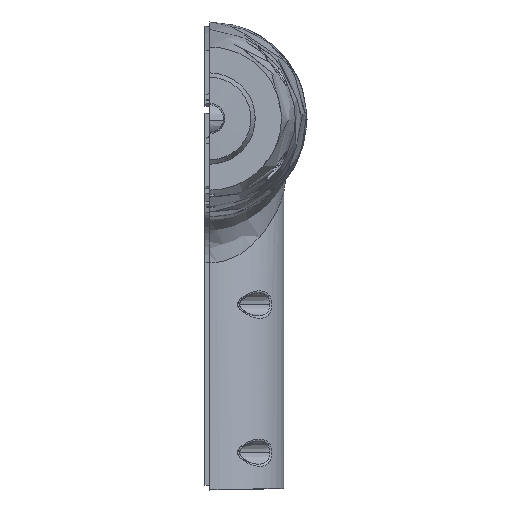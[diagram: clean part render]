
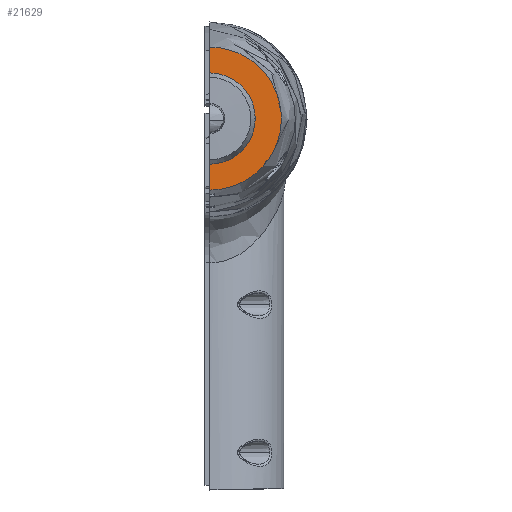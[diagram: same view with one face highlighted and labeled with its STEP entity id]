
A CAD part, top view. The second image highlights one B-rep face of the part: STEP entity #21629.
In plain terms, the highlighted planar face has unit normal (0.018, 0, 1).
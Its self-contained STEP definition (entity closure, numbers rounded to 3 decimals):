
#201 = EDGE_CURVE ( 'NONE', #12030, #21010, #2654, .T. ) ;
#549 = CARTESIAN_POINT ( 'NONE',  ( 6.865, 13.889, -26.12 ) ) ;
#626 = CARTESIAN_POINT ( 'NONE',  ( 14.972, 4.017, -26.261 ) ) ;
#710 = CARTESIAN_POINT ( 'NONE',  ( 13.166, -8.168, -26.23 ) ) ;
#777 = CARTESIAN_POINT ( 'NONE',  ( 1.021, -15.41, -26.018 ) ) ;
#1339 = CARTESIAN_POINT ( 'NONE',  ( 0., 15.431, -26. ) ) ;
#1889 = ORIENTED_EDGE ( 'NONE', *, *, #2781, .F. ) ;
#2205 = AXIS2_PLACEMENT_3D ( 'NONE', #6048, #17302, #6131 ) ;
#2412 = CARTESIAN_POINT ( 'NONE',  ( 9.018, 12.577, -26.157 ) ) ;
#2491 = DIRECTION ( 'NONE',  ( 0., 1., 0. ) ) ;
#2495 = CARTESIAN_POINT ( 'NONE',  ( 15.396, 2.024, -26.269 ) ) ;
#2565 = CARTESIAN_POINT ( 'NONE',  ( 11.684, -10.205, -26.204 ) ) ;
#2642 = CARTESIAN_POINT ( 'NONE',  ( 0., -15.431, -26. ) ) ;
#2654 =( BOUNDED_CURVE ( )  B_SPLINE_CURVE ( 3, ( #3266, #12566, #14461, #16329 ),
 .UNSPECIFIED., .F., .T. ) 
 B_SPLINE_CURVE_WITH_KNOTS ( ( 4, 4 ),
 ( 1.571, 3.142 ),
 .UNSPECIFIED. ) 
 CURVE ( )  GEOMETRIC_REPRESENTATION_ITEM ( )  RATIONAL_B_SPLINE_CURVE ( ( 1., 0.805, 0.805, 1. ) ) 
 REPRESENTATION_ITEM ( '' )  );
#2781 = EDGE_CURVE ( 'NONE', #17222, #13546, #21642, .T. ) ;
#3266 = CARTESIAN_POINT ( 'NONE',  ( 0., -6.058, -26. ) ) ;
#4297 = CARTESIAN_POINT ( 'NONE',  ( 10.219, 11.63, -26.178 ) ) ;
#4371 = CARTESIAN_POINT ( 'NONE',  ( 15.496, -0.493, -26.27 ) ) ;
#4444 = CARTESIAN_POINT ( 'NONE',  ( 9.454, -12.287, -26.165 ) ) ;
#4481 = EDGE_CURVE ( 'NONE', #21010, #20336, #10829, .T. ) ;
#6048 = CARTESIAN_POINT ( 'NONE',  ( 0., -27.495, -26. ) ) ;
#6097 = CARTESIAN_POINT ( 'NONE',  ( 1.022, 15.435, -26.018 ) ) ;
#6131 = DIRECTION ( 'NONE',  ( -1., 0., 0.017 ) ) ;
#6176 = CARTESIAN_POINT ( 'NONE',  ( 11.667, 10.222, -26.204 ) ) ;
#6263 = CARTESIAN_POINT ( 'NONE',  ( 15.372, -2.014, -26.268 ) ) ;
#6338 = CARTESIAN_POINT ( 'NONE',  ( 7.762, -13.384, -26.135 ) ) ;
#7015 = CARTESIAN_POINT ( 'NONE',  ( 6.055, 0., -26.106 ) ) ;
#7582 = CARTESIAN_POINT ( 'NONE',  ( 0., -15.431, -26. ) ) ;
#8070 = CARTESIAN_POINT ( 'NONE',  ( 13.16, 8.178, -26.23 ) ) ;
#8146 = CARTESIAN_POINT ( 'NONE',  ( 15., -4.007, -26.262 ) ) ;
#8223 = CARTESIAN_POINT ( 'NONE',  ( 6.401, -14.079, -26.112 ) ) ;
#8286 = CARTESIAN_POINT ( 'NONE',  ( 0., -27.495, -26. ) ) ;
#8348 = VECTOR ( 'NONE', #18992, 1000. ) ;
#8932 = LINE ( 'NONE', #22740, #8348 ) ;
#8989 = EDGE_CURVE ( 'NONE', #13546, #12030, #8932, .T. ) ;
#9870 = CARTESIAN_POINT ( 'NONE',  ( 4.002, 14.929, -26.07 ) ) ;
#9950 = CARTESIAN_POINT ( 'NONE',  ( 13.903, 6.846, -26.243 ) ) ;
#10022 = CARTESIAN_POINT ( 'NONE',  ( 14.126, -6.376, -26.247 ) ) ;
#10100 = CARTESIAN_POINT ( 'NONE',  ( 4.03, -14.947, -26.07 ) ) ;
#10125 = ORIENTED_EDGE ( 'NONE', *, *, #8989, .F. ) ;
#10771 = CARTESIAN_POINT ( 'NONE',  ( 3.547, 6.056, -26.062 ) ) ;
#10829 =( BOUNDED_CURVE ( )  B_SPLINE_CURVE ( 3, ( #7015, #18191, #10771, #23800 ),
 .UNSPECIFIED., .F., .F. ) 
 B_SPLINE_CURVE_WITH_KNOTS ( ( 4, 4 ),
 ( 3.142, 4.712 ),
 .UNSPECIFIED. ) 
 CURVE ( )  GEOMETRIC_REPRESENTATION_ITEM ( )  RATIONAL_B_SPLINE_CURVE ( ( 1., 0.805, 0.805, 1. ) ) 
 REPRESENTATION_ITEM ( '' )  );
#11060 = EDGE_LOOP ( 'NONE', ( #12208, #10125, #1889, #16575, #21820 ) ) ;
#11730 = CARTESIAN_POINT ( 'NONE',  ( 5.458, 14.466, -26.095 ) ) ;
#11815 = CARTESIAN_POINT ( 'NONE',  ( 14.676, 4.986, -26.256 ) ) ;
#11884 = CARTESIAN_POINT ( 'NONE',  ( 13.426, -7.735, -26.234 ) ) ;
#11963 = CARTESIAN_POINT ( 'NONE',  ( 2.037, -15.313, -26.036 ) ) ;
#12030 = VERTEX_POINT ( 'NONE', #21310 ) ;
#12208 = ORIENTED_EDGE ( 'NONE', *, *, #201, .F. ) ;
#12566 = CARTESIAN_POINT ( 'NONE',  ( 3.547, -6.056, -26.062 ) ) ;
#12572 = LINE ( 'NONE', #8286, #22523 ) ;
#13546 = VERTEX_POINT ( 'NONE', #7582 ) ;
#13598 = CARTESIAN_POINT ( 'NONE',  ( 7.755, 13.416, -26.135 ) ) ;
#13667 = CARTESIAN_POINT ( 'NONE',  ( 15.097, 3.521, -26.264 ) ) ;
#13746 = CARTESIAN_POINT ( 'NONE',  ( 12.325, -9.424, -26.215 ) ) ;
#13824 = CARTESIAN_POINT ( 'NONE',  ( 0.511, -15.433, -26.009 ) ) ;
#14461 = CARTESIAN_POINT ( 'NONE',  ( 6.055, -3.547, -26.106 ) ) ;
#15426 = PLANE ( 'NONE',  #2205 ) ;
#15476 = CARTESIAN_POINT ( 'NONE',  ( 9.429, 12.275, -26.165 ) ) ;
#15545 = CARTESIAN_POINT ( 'NONE',  ( 15.494, 1.02, -26.27 ) ) ;
#15628 = CARTESIAN_POINT ( 'NONE',  ( 10.237, -11.648, -26.179 ) ) ;
#16111 = EDGE_CURVE ( 'NONE', #20336, #17222, #12572, .T. ) ;
#16329 = CARTESIAN_POINT ( 'NONE',  ( 6.055, 0., -26.106 ) ) ;
#16575 = ORIENTED_EDGE ( 'NONE', *, *, #16111, .F. ) ;
#16797 = CARTESIAN_POINT ( 'NONE',  ( 0., 6.058, -26. ) ) ;
#16894 = FACE_OUTER_BOUND ( 'NONE', #11060, .T. ) ;
#17222 = VERTEX_POINT ( 'NONE', #1339 ) ;
#17278 = CARTESIAN_POINT ( 'NONE',  ( 2.027, 15.339, -26.035 ) ) ;
#17302 = DIRECTION ( 'NONE',  ( -0.017, 0., -1. ) ) ;
#17354 = CARTESIAN_POINT ( 'NONE',  ( 10.595, 11.29, -26.185 ) ) ;
#17433 = CARTESIAN_POINT ( 'NONE',  ( 15.471, -0.999, -26.27 ) ) ;
#17504 = CARTESIAN_POINT ( 'NONE',  ( 8.196, -13.124, -26.143 ) ) ;
#18191 = CARTESIAN_POINT ( 'NONE',  ( 6.055, 3.547, -26.106 ) ) ;
#18992 = DIRECTION ( 'NONE',  ( 0., 1., 0. ) ) ;
#19167 = CARTESIAN_POINT ( 'NONE',  ( 0., 15.431, -26. ) ) ;
#19240 = CARTESIAN_POINT ( 'NONE',  ( 12.309, 9.445, -26.215 ) ) ;
#19322 = CARTESIAN_POINT ( 'NONE',  ( 15.297, -2.519, -26.267 ) ) ;
#19395 = CARTESIAN_POINT ( 'NONE',  ( 6.865, -13.861, -26.12 ) ) ;
#20336 = VERTEX_POINT ( 'NONE', #16797 ) ;
#21010 = VERTEX_POINT ( 'NONE', #21500 ) ;
#21037 = CARTESIAN_POINT ( 'NONE',  ( 3.511, 15.049, -26.061 ) ) ;
#21114 = CARTESIAN_POINT ( 'NONE',  ( 13.424, 7.739, -26.234 ) ) ;
#21202 = CARTESIAN_POINT ( 'NONE',  ( 14.708, -4.971, -26.257 ) ) ;
#21269 = CARTESIAN_POINT ( 'NONE',  ( 4.995, -14.657, -26.087 ) ) ;
#21310 = CARTESIAN_POINT ( 'NONE',  ( 0., -6.058, -26. ) ) ;
#21500 = CARTESIAN_POINT ( 'NONE',  ( 6.055, 0., -26.106 ) ) ;
#21629 = ADVANCED_FACE ( 'NONE', ( #16894 ), #15426, .F. ) ;
#21642 = B_SPLINE_CURVE_WITH_KNOTS ( 'NONE', 3,
 ( #19167, #6097, #17278, #21037, #9870, #22918, #11730, #549, #13598, #2412, #15476, #4297, #17354, #6176, #19240, #8070, #21114, #9950, #22995, #11815, #626, #13667, #2495, #15545, #4371, #17433, #6263, #19322, #8146, #21202, #10022, #23063, #11884, #710, #13746, #2565, #15628, #4444, #17504, #6338, #19395, #8223, #21269, #10100, #23128, #11963, #777, #13824, #2642 ),
 .UNSPECIFIED., .F., .F.,
 ( 4, 2, 2, 2, 2, 2, 2, 2, 2, 1, 2, 2, 2, 2, 2, 2, 2, 2, 2, 2, 2, 2, 2, 2, 4 ),
 ( 0., 0.003, 0.005, 0.006, 0.009, 0.011, 0.012, 0.015, 0.017, 0.018, 0.02, 0.021, 0.024, 0.026, 0.027, 0.03, 0.032, 0.033, 0.036, 0.039, 0.041, 0.042, 0.045, 0.047, 0.048 ),
 .UNSPECIFIED. ) ;
#21820 = ORIENTED_EDGE ( 'NONE', *, *, #4481, .F. ) ;
#22523 = VECTOR ( 'NONE', #2491, 1000. ) ;
#22740 = CARTESIAN_POINT ( 'NONE',  ( 0., -27.495, -26. ) ) ;
#22918 = CARTESIAN_POINT ( 'NONE',  ( 4.975, 14.638, -26.087 ) ) ;
#22995 = CARTESIAN_POINT ( 'NONE',  ( 14.335, 5.935, -26.25 ) ) ;
#23063 = CARTESIAN_POINT ( 'NONE',  ( 13.906, -6.84, -26.243 ) ) ;
#23128 = CARTESIAN_POINT ( 'NONE',  ( 2.541, -15.239, -26.044 ) ) ;
#23800 = CARTESIAN_POINT ( 'NONE',  ( 0., 6.058, -26. ) ) ;
